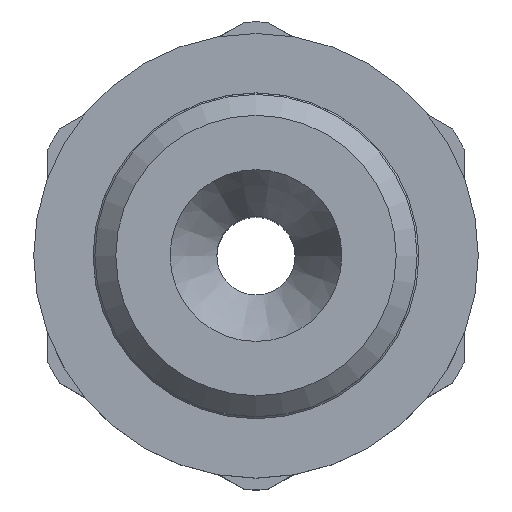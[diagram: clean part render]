
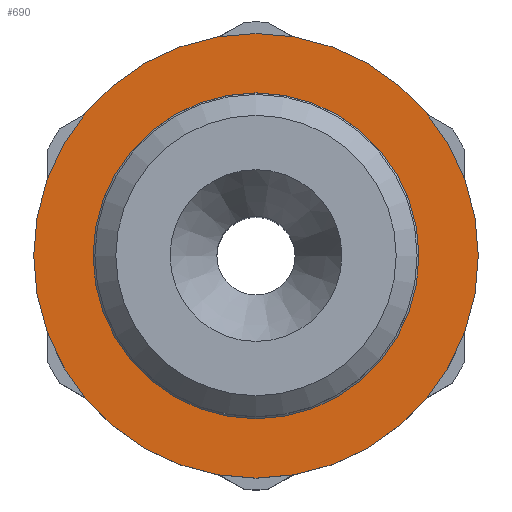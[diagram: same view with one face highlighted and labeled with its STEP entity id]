
A CAD part, top view. The second image highlights one B-rep face of the part: STEP entity #690.
In plain terms, the highlighted planar face has unit normal (0, 0, 1).
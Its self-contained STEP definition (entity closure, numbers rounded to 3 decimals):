
#225=ORIENTED_EDGE('',*,*,#360,.T.);
#226=ORIENTED_EDGE('',*,*,#361,.F.);
#360=EDGE_CURVE('',#422,#422,#472,.T.);
#361=EDGE_CURVE('',#423,#423,#473,.T.);
#422=VERTEX_POINT('',#1248);
#423=VERTEX_POINT('',#1250);
#472=CIRCLE('',#794,6.65);
#473=CIRCLE('',#795,9.075);
#531=EDGE_LOOP('',(#225));
#532=EDGE_LOOP('',(#226));
#609=FACE_BOUND('',#531,.T.);
#610=FACE_BOUND('',#532,.T.);
#648=PLANE('',#793);
#690=ADVANCED_FACE('',(#609,#610),#648,.T.);
#793=AXIS2_PLACEMENT_3D('',#1246,#992,#993);
#794=AXIS2_PLACEMENT_3D('',#1247,#994,#995);
#795=AXIS2_PLACEMENT_3D('',#1249,#996,#997);
#992=DIRECTION('',(0.,0.,1.));
#993=DIRECTION('',(1.,0.,0.));
#994=DIRECTION('',(0.,0.,-1.));
#995=DIRECTION('',(-1.,0.,0.));
#996=DIRECTION('',(0.,0.,-1.));
#997=DIRECTION('',(-1.,0.,0.));
#1246=CARTESIAN_POINT('',(0.,9.075,-5.8));
#1247=CARTESIAN_POINT('',(0.,0.,-5.8));
#1248=CARTESIAN_POINT('',(-6.65,0.,-5.8));
#1249=CARTESIAN_POINT('',(0.,0.,-5.8));
#1250=CARTESIAN_POINT('',(-9.075,0.,-5.8));
